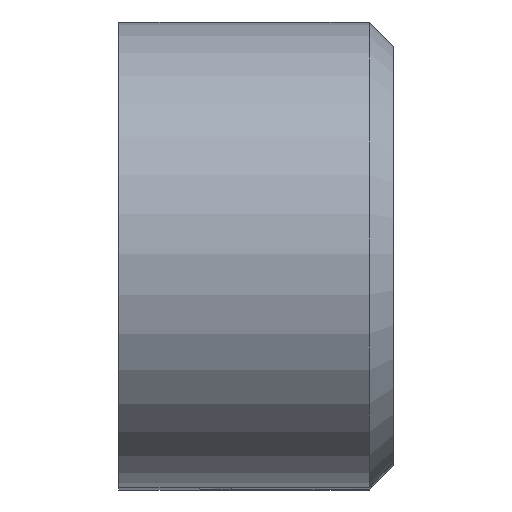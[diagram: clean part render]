
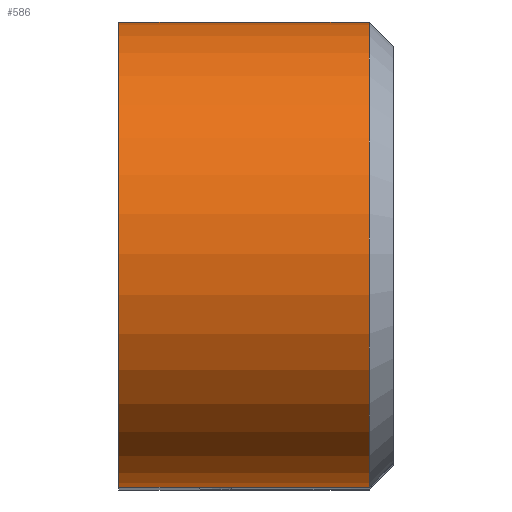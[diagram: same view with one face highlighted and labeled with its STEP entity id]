
A CAD part, top view. The second image highlights one B-rep face of the part: STEP entity #586.
In plain terms, the highlighted cylindrical face has radius 7.192 mm (diameter 14.384 mm), a full revolution.
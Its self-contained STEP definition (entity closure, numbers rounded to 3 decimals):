
#24=CYLINDRICAL_SURFACE('',#654,7.192);
#44=CIRCLE('',#609,7.192);
#69=CIRCLE('',#652,7.192);
#71=CIRCLE('',#655,7.192);
#100=FACE_OUTER_BOUND('',#138,.T.);
#138=EDGE_LOOP('',(#506,#507,#508,#509,#510,#511,#512));
#170=LINE('',#1423,#202);
#176=LINE('',#1496,#208);
#177=LINE('',#1497,#209);
#202=VECTOR('',#761,10.);
#208=VECTOR('',#791,7.192);
#209=VECTOR('',#792,10.);
#237=VERTEX_POINT('',#815);
#240=VERTEX_POINT('',#829);
#279=VERTEX_POINT('',#1422);
#288=VERTEX_POINT('',#1485);
#290=VERTEX_POINT('',#1494);
#298=EDGE_CURVE('',#240,#237,#44,.T.);
#353=EDGE_CURVE('',#237,#279,#170,.T.);
#368=EDGE_CURVE('',#279,#288,#69,.T.);
#371=EDGE_CURVE('',#290,#290,#71,.T.);
#372=EDGE_CURVE('',#290,#288,#176,.T.);
#373=EDGE_CURVE('',#240,#288,#177,.T.);
#506=ORIENTED_EDGE('',*,*,#371,.F.);
#507=ORIENTED_EDGE('',*,*,#372,.T.);
#508=ORIENTED_EDGE('',*,*,#368,.F.);
#509=ORIENTED_EDGE('',*,*,#353,.F.);
#510=ORIENTED_EDGE('',*,*,#298,.F.);
#511=ORIENTED_EDGE('',*,*,#373,.T.);
#512=ORIENTED_EDGE('',*,*,#372,.F.);
#586=ADVANCED_FACE('',(#100),#24,.T.);
#609=AXIS2_PLACEMENT_3D('',#831,#673,#674);
#652=AXIS2_PLACEMENT_3D('',#1486,#783,#784);
#654=AXIS2_PLACEMENT_3D('',#1493,#787,#788);
#655=AXIS2_PLACEMENT_3D('',#1495,#789,#790);
#673=DIRECTION('center_axis',(1.,0.,0.));
#674=DIRECTION('ref_axis',(0.,-1.,0.));
#761=DIRECTION('',(-1.,0.,0.));
#783=DIRECTION('center_axis',(1.,0.,0.));
#784=DIRECTION('ref_axis',(0.,0.,-1.));
#787=DIRECTION('center_axis',(-1.,0.,0.));
#788=DIRECTION('ref_axis',(0.,-1.,0.));
#789=DIRECTION('center_axis',(-1.,0.,0.));
#790=DIRECTION('ref_axis',(0.,-1.,0.));
#791=DIRECTION('',(1.,0.,0.));
#792=DIRECTION('',(-1.,0.,0.));
#815=CARTESIAN_POINT('',(-13.64,-126.209,-12.784));
#829=CARTESIAN_POINT('',(-13.64,-111.825,-12.784));
#831=CARTESIAN_POINT('Origin',(-13.64,-119.017,-12.784));
#1422=CARTESIAN_POINT('',(-18.89,-126.209,-12.784));
#1423=CARTESIAN_POINT('',(-13.89,-126.209,-12.784));
#1485=CARTESIAN_POINT('',(-18.89,-111.825,-12.784));
#1486=CARTESIAN_POINT('Origin',(-18.89,-119.017,-12.784));
#1493=CARTESIAN_POINT('Origin',(-13.89,-119.017,-12.784));
#1494=CARTESIAN_POINT('',(-21.39,-111.825,-12.784));
#1495=CARTESIAN_POINT('Origin',(-21.39,-119.017,-12.784));
#1496=CARTESIAN_POINT('',(-13.89,-111.825,-12.784));
#1497=CARTESIAN_POINT('',(-13.89,-111.825,-12.784));
